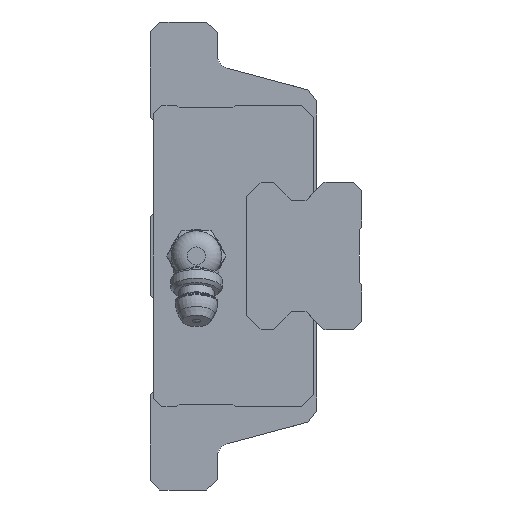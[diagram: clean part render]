
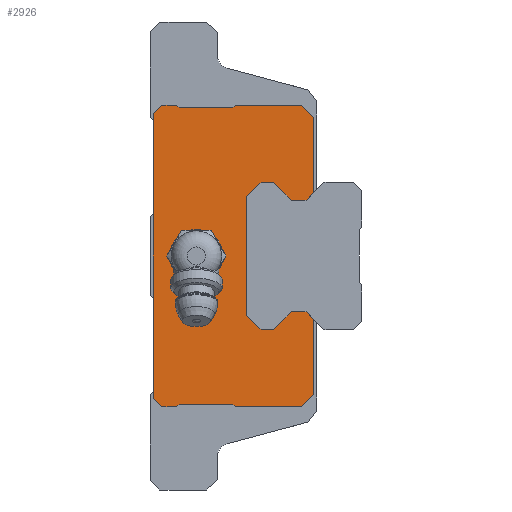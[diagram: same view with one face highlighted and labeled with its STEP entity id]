
A CAD part, left-side view. The second image highlights one B-rep face of the part: STEP entity #2926.
In plain terms, the highlighted planar face has unit normal (-1, 0, 0).
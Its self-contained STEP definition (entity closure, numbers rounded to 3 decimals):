
#615=ORIENTED_EDGE('',*,*,#1201,.F.);
#616=ORIENTED_EDGE('',*,*,#1232,.F.);
#617=ORIENTED_EDGE('',*,*,#1230,.F.);
#618=ORIENTED_EDGE('',*,*,#1228,.F.);
#619=ORIENTED_EDGE('',*,*,#1226,.F.);
#620=ORIENTED_EDGE('',*,*,#1224,.F.);
#621=ORIENTED_EDGE('',*,*,#1222,.F.);
#622=ORIENTED_EDGE('',*,*,#1220,.F.);
#623=ORIENTED_EDGE('',*,*,#1218,.F.);
#624=ORIENTED_EDGE('',*,*,#1216,.F.);
#625=ORIENTED_EDGE('',*,*,#1109,.F.);
#626=ORIENTED_EDGE('',*,*,#1106,.F.);
#627=ORIENTED_EDGE('',*,*,#1103,.F.);
#628=ORIENTED_EDGE('',*,*,#1100,.F.);
#629=ORIENTED_EDGE('',*,*,#1097,.F.);
#630=ORIENTED_EDGE('',*,*,#1094,.F.);
#631=ORIENTED_EDGE('',*,*,#1091,.F.);
#632=ORIENTED_EDGE('',*,*,#1088,.F.);
#633=ORIENTED_EDGE('',*,*,#1085,.F.);
#634=ORIENTED_EDGE('',*,*,#1082,.F.);
#635=ORIENTED_EDGE('',*,*,#1078,.F.);
#636=ORIENTED_EDGE('',*,*,#1215,.F.);
#637=ORIENTED_EDGE('',*,*,#1213,.F.);
#638=ORIENTED_EDGE('',*,*,#1211,.F.);
#639=ORIENTED_EDGE('',*,*,#1209,.F.);
#640=ORIENTED_EDGE('',*,*,#1207,.F.);
#641=ORIENTED_EDGE('',*,*,#1205,.F.);
#642=ORIENTED_EDGE('',*,*,#1203,.F.);
#643=ORIENTED_EDGE('',*,*,#1233,.T.);
#644=ORIENTED_EDGE('',*,*,#1234,.T.);
#645=ORIENTED_EDGE('',*,*,#1235,.T.);
#646=ORIENTED_EDGE('',*,*,#1236,.T.);
#647=ORIENTED_EDGE('',*,*,#1237,.T.);
#648=ORIENTED_EDGE('',*,*,#1238,.T.);
#1078=EDGE_CURVE('',#1469,#1470,#1742,.T.);
#1082=EDGE_CURVE('',#1470,#1473,#1746,.T.);
#1085=EDGE_CURVE('',#1473,#1475,#1749,.T.);
#1088=EDGE_CURVE('',#1475,#1477,#1752,.T.);
#1091=EDGE_CURVE('',#1477,#1479,#1755,.T.);
#1094=EDGE_CURVE('',#1479,#1481,#1758,.T.);
#1097=EDGE_CURVE('',#1481,#1483,#1761,.T.);
#1100=EDGE_CURVE('',#1483,#1485,#1764,.T.);
#1103=EDGE_CURVE('',#1485,#1487,#1767,.T.);
#1106=EDGE_CURVE('',#1487,#1489,#1770,.T.);
#1109=EDGE_CURVE('',#1489,#1491,#1773,.T.);
#1201=EDGE_CURVE('',#1545,#1546,#1862,.T.);
#1203=EDGE_CURVE('',#1546,#1547,#1864,.T.);
#1205=EDGE_CURVE('',#1547,#1548,#1866,.T.);
#1207=EDGE_CURVE('',#1548,#1549,#1868,.T.);
#1209=EDGE_CURVE('',#1549,#1550,#1870,.T.);
#1211=EDGE_CURVE('',#1550,#1551,#1872,.T.);
#1213=EDGE_CURVE('',#1551,#1552,#1874,.T.);
#1215=EDGE_CURVE('',#1552,#1469,#1876,.T.);
#1216=EDGE_CURVE('',#1491,#1553,#1877,.T.);
#1218=EDGE_CURVE('',#1553,#1554,#1879,.T.);
#1220=EDGE_CURVE('',#1554,#1555,#1881,.T.);
#1222=EDGE_CURVE('',#1555,#1556,#1883,.T.);
#1224=EDGE_CURVE('',#1556,#1557,#1885,.T.);
#1226=EDGE_CURVE('',#1557,#1558,#1887,.T.);
#1228=EDGE_CURVE('',#1558,#1559,#1889,.T.);
#1230=EDGE_CURVE('',#1559,#1560,#1891,.T.);
#1232=EDGE_CURVE('',#1560,#1545,#1893,.T.);
#1233=EDGE_CURVE('',#1561,#1562,#1894,.T.);
#1234=EDGE_CURVE('',#1562,#1563,#1895,.T.);
#1235=EDGE_CURVE('',#1563,#1564,#1896,.T.);
#1236=EDGE_CURVE('',#1564,#1565,#1897,.T.);
#1237=EDGE_CURVE('',#1565,#1566,#1898,.T.);
#1238=EDGE_CURVE('',#1566,#1561,#1899,.T.);
#1469=VERTEX_POINT('',#4291);
#1470=VERTEX_POINT('',#4293);
#1473=VERTEX_POINT('',#4301);
#1475=VERTEX_POINT('',#4307);
#1477=VERTEX_POINT('',#4313);
#1479=VERTEX_POINT('',#4319);
#1481=VERTEX_POINT('',#4325);
#1483=VERTEX_POINT('',#4331);
#1485=VERTEX_POINT('',#4337);
#1487=VERTEX_POINT('',#4343);
#1489=VERTEX_POINT('',#4349);
#1491=VERTEX_POINT('',#4355);
#1545=VERTEX_POINT('',#4536);
#1546=VERTEX_POINT('',#4538);
#1547=VERTEX_POINT('',#4542);
#1548=VERTEX_POINT('',#4546);
#1549=VERTEX_POINT('',#4550);
#1550=VERTEX_POINT('',#4554);
#1551=VERTEX_POINT('',#4558);
#1552=VERTEX_POINT('',#4562);
#1553=VERTEX_POINT('',#4568);
#1554=VERTEX_POINT('',#4572);
#1555=VERTEX_POINT('',#4576);
#1556=VERTEX_POINT('',#4580);
#1557=VERTEX_POINT('',#4584);
#1558=VERTEX_POINT('',#4588);
#1559=VERTEX_POINT('',#4592);
#1560=VERTEX_POINT('',#4596);
#1561=VERTEX_POINT('',#4602);
#1562=VERTEX_POINT('',#4603);
#1563=VERTEX_POINT('',#4605);
#1564=VERTEX_POINT('',#4607);
#1565=VERTEX_POINT('',#4609);
#1566=VERTEX_POINT('',#4611);
#1742=LINE('',#4292,#2076);
#1746=LINE('',#4300,#2080);
#1749=LINE('',#4306,#2083);
#1752=LINE('',#4312,#2086);
#1755=LINE('',#4318,#2089);
#1758=LINE('',#4324,#2092);
#1761=LINE('',#4330,#2095);
#1764=LINE('',#4336,#2098);
#1767=LINE('',#4342,#2101);
#1770=LINE('',#4348,#2104);
#1773=LINE('',#4354,#2107);
#1862=LINE('',#4537,#2196);
#1864=LINE('',#4541,#2198);
#1866=LINE('',#4545,#2200);
#1868=LINE('',#4549,#2202);
#1870=LINE('',#4553,#2204);
#1872=LINE('',#4557,#2206);
#1874=LINE('',#4561,#2208);
#1876=LINE('',#4565,#2210);
#1877=LINE('',#4567,#2211);
#1879=LINE('',#4571,#2213);
#1881=LINE('',#4575,#2215);
#1883=LINE('',#4579,#2217);
#1885=LINE('',#4583,#2219);
#1887=LINE('',#4587,#2221);
#1889=LINE('',#4591,#2223);
#1891=LINE('',#4595,#2225);
#1893=LINE('',#4599,#2227);
#1894=LINE('',#4601,#2228);
#1895=LINE('',#4604,#2229);
#1896=LINE('',#4606,#2230);
#1897=LINE('',#4608,#2231);
#1898=LINE('',#4610,#2232);
#1899=LINE('',#4612,#2233);
#2076=VECTOR('',#3414,1000.);
#2080=VECTOR('',#3420,1000.);
#2083=VECTOR('',#3425,1000.);
#2086=VECTOR('',#3430,1000.);
#2089=VECTOR('',#3435,1000.);
#2092=VECTOR('',#3440,1000.);
#2095=VECTOR('',#3445,1000.);
#2098=VECTOR('',#3450,1000.);
#2101=VECTOR('',#3455,1000.);
#2104=VECTOR('',#3460,1000.);
#2107=VECTOR('',#3465,1000.);
#2196=VECTOR('',#3632,1000.);
#2198=VECTOR('',#3636,1000.);
#2200=VECTOR('',#3640,1000.);
#2202=VECTOR('',#3644,1000.);
#2204=VECTOR('',#3648,1000.);
#2206=VECTOR('',#3652,1000.);
#2208=VECTOR('',#3656,1000.);
#2210=VECTOR('',#3660,1000.);
#2211=VECTOR('',#3663,1000.);
#2213=VECTOR('',#3667,1000.);
#2215=VECTOR('',#3671,1000.);
#2217=VECTOR('',#3675,1000.);
#2219=VECTOR('',#3679,1000.);
#2221=VECTOR('',#3683,1000.);
#2223=VECTOR('',#3687,1000.);
#2225=VECTOR('',#3691,1000.);
#2227=VECTOR('',#3695,1000.);
#2228=VECTOR('',#3698,1000.);
#2229=VECTOR('',#3699,1000.);
#2230=VECTOR('',#3700,1000.);
#2231=VECTOR('',#3701,1000.);
#2232=VECTOR('',#3702,1000.);
#2233=VECTOR('',#3703,1000.);
#2413=EDGE_LOOP('',(#615,#616,#617,#618,#619,#620,#621,#622,#623,#624,#625,
#626,#627,#628,#629,#630,#631,#632,#633,#634,#635,#636,#637,#638,#639,#640,
#641,#642));
#2414=EDGE_LOOP('',(#643,#644,#645,#646,#647,#648));
#2608=FACE_BOUND('',#2413,.T.);
#2609=FACE_BOUND('',#2414,.T.);
#2790=PLANE('',#3135);
#2926=ADVANCED_FACE('',(#2608,#2609),#2790,.F.);
#3135=AXIS2_PLACEMENT_3D('',#4600,#3696,#3697);
#3414=DIRECTION('',(0.,0.707,-0.707));
#3420=DIRECTION('',(0.,1.,0.));
#3425=DIRECTION('',(0.,0.707,0.707));
#3430=DIRECTION('',(0.,1.,0.));
#3435=DIRECTION('',(0.,0.72,-0.694));
#3440=DIRECTION('',(0.,0.,-1.));
#3445=DIRECTION('',(0.,-0.72,-0.694));
#3450=DIRECTION('',(0.,-1.,0.));
#3455=DIRECTION('',(0.,-0.707,0.707));
#3460=DIRECTION('',(0.,-1.,0.));
#3465=DIRECTION('',(0.,-0.707,-0.707));
#3632=DIRECTION('',(0.,-0.707,0.707));
#3636=DIRECTION('',(0.,-1.,0.));
#3640=DIRECTION('',(0.,-0.707,-0.707));
#3644=DIRECTION('',(0.,-1.,0.));
#3648=DIRECTION('',(0.,-0.707,0.707));
#3652=DIRECTION('',(0.,-1.,0.));
#3656=DIRECTION('',(0.,-0.707,-0.707));
#3660=DIRECTION('',(0.,0.,-1.));
#3663=DIRECTION('',(0.,0.,-1.));
#3667=DIRECTION('',(0.,0.707,-0.707));
#3671=DIRECTION('',(0.,1.,0.));
#3675=DIRECTION('',(0.,0.707,0.707));
#3679=DIRECTION('',(0.,1.,0.));
#3683=DIRECTION('',(0.,0.707,-0.707));
#3687=DIRECTION('',(0.,1.,0.));
#3691=DIRECTION('',(0.,0.707,0.707));
#3695=DIRECTION('',(0.,0.,1.));
#3696=DIRECTION('',(1.,0.,0.));
#3697=DIRECTION('',(0.,0.,-1.));
#3698=DIRECTION('',(0.,1.,0.));
#3699=DIRECTION('',(0.,0.5,0.866));
#3700=DIRECTION('',(0.,-0.5,0.866));
#3701=DIRECTION('',(0.,-1.,0.));
#3702=DIRECTION('',(0.,-0.5,-0.866));
#3703=DIRECTION('',(0.,0.5,-0.866));
#4291=CARTESIAN_POINT('',(-29.5,-25.5,9.9));
#4292=CARTESIAN_POINT('',(-29.5,-25.5,9.9));
#4293=CARTESIAN_POINT('',(-29.5,-24.3,8.7));
#4300=CARTESIAN_POINT('',(-29.5,-24.3,8.7));
#4301=CARTESIAN_POINT('',(-29.5,-22.,8.7));
#4306=CARTESIAN_POINT('',(-29.5,-22.,8.7));
#4307=CARTESIAN_POINT('',(-29.5,-19.2,11.5));
#4312=CARTESIAN_POINT('',(-29.5,-19.2,11.5));
#4313=CARTESIAN_POINT('',(-29.5,-17.28,11.5));
#4318=CARTESIAN_POINT('',(-29.5,-17.28,11.5));
#4319=CARTESIAN_POINT('',(-29.5,-15.,9.3));
#4324=CARTESIAN_POINT('',(-29.5,-15.,9.3));
#4325=CARTESIAN_POINT('',(-29.5,-15.,-9.3));
#4330=CARTESIAN_POINT('',(-29.5,-15.,-9.3));
#4331=CARTESIAN_POINT('',(-29.5,-17.28,-11.5));
#4336=CARTESIAN_POINT('',(-29.5,-17.28,-11.5));
#4337=CARTESIAN_POINT('',(-29.5,-19.2,-11.5));
#4342=CARTESIAN_POINT('',(-29.5,-19.2,-11.5));
#4343=CARTESIAN_POINT('',(-29.5,-22.,-8.7));
#4348=CARTESIAN_POINT('',(-29.5,-22.,-8.7));
#4349=CARTESIAN_POINT('',(-29.5,-24.3,-8.7));
#4354=CARTESIAN_POINT('',(-29.5,-24.3,-8.7));
#4355=CARTESIAN_POINT('',(-29.5,-25.5,-9.9));
#4536=CARTESIAN_POINT('',(-29.5,-0.5,22.2));
#4537=CARTESIAN_POINT('',(-29.5,-0.5,22.2));
#4538=CARTESIAN_POINT('',(-29.5,-1.8,23.5));
#4541=CARTESIAN_POINT('',(-29.5,-1.8,23.5));
#4542=CARTESIAN_POINT('',(-29.5,-4.1,23.5));
#4545=CARTESIAN_POINT('',(-29.5,-4.1,23.5));
#4546=CARTESIAN_POINT('',(-29.5,-4.5,23.1));
#4549=CARTESIAN_POINT('',(-29.5,-4.5,23.1));
#4550=CARTESIAN_POINT('',(-29.5,-12.9,23.1));
#4553=CARTESIAN_POINT('',(-29.5,-12.9,23.1));
#4554=CARTESIAN_POINT('',(-29.5,-13.3,23.5));
#4557=CARTESIAN_POINT('',(-29.5,-13.3,23.5));
#4558=CARTESIAN_POINT('',(-29.5,-23.6,23.5));
#4561=CARTESIAN_POINT('',(-29.5,-23.6,23.5));
#4562=CARTESIAN_POINT('',(-29.5,-25.5,21.6));
#4565=CARTESIAN_POINT('',(-29.5,-25.5,21.6));
#4567=CARTESIAN_POINT('',(-29.5,-25.5,-9.9));
#4568=CARTESIAN_POINT('',(-29.5,-25.5,-21.6));
#4571=CARTESIAN_POINT('',(-29.5,-25.5,-21.6));
#4572=CARTESIAN_POINT('',(-29.5,-23.6,-23.5));
#4575=CARTESIAN_POINT('',(-29.5,-23.6,-23.5));
#4576=CARTESIAN_POINT('',(-29.5,-13.3,-23.5));
#4579=CARTESIAN_POINT('',(-29.5,-13.3,-23.5));
#4580=CARTESIAN_POINT('',(-29.5,-12.9,-23.1));
#4583=CARTESIAN_POINT('',(-29.5,-12.9,-23.1));
#4584=CARTESIAN_POINT('',(-29.5,-4.5,-23.1));
#4587=CARTESIAN_POINT('',(-29.5,-4.5,-23.1));
#4588=CARTESIAN_POINT('',(-29.5,-4.1,-23.5));
#4591=CARTESIAN_POINT('',(-29.5,-4.1,-23.5));
#4592=CARTESIAN_POINT('',(-29.5,-1.8,-23.5));
#4595=CARTESIAN_POINT('',(-29.5,-1.8,-23.5));
#4596=CARTESIAN_POINT('',(-29.5,-0.5,-22.2));
#4599=CARTESIAN_POINT('',(-29.5,-0.5,-22.2));
#4600=CARTESIAN_POINT('',(-29.5,0.,0.));
#4601=CARTESIAN_POINT('',(-29.5,-9.509,-4.));
#4602=CARTESIAN_POINT('',(-29.5,-9.509,-4.));
#4603=CARTESIAN_POINT('',(-29.5,-4.891,-4.));
#4604=CARTESIAN_POINT('',(-29.5,-4.891,-4.));
#4605=CARTESIAN_POINT('',(-29.5,-2.581,0.));
#4606=CARTESIAN_POINT('',(-29.5,-2.581,0.));
#4607=CARTESIAN_POINT('',(-29.5,-4.891,4.));
#4608=CARTESIAN_POINT('',(-29.5,-4.891,4.));
#4609=CARTESIAN_POINT('',(-29.5,-9.509,4.));
#4610=CARTESIAN_POINT('',(-29.5,-9.509,4.));
#4611=CARTESIAN_POINT('',(-29.5,-11.819,0.));
#4612=CARTESIAN_POINT('',(-29.5,-11.819,0.));
